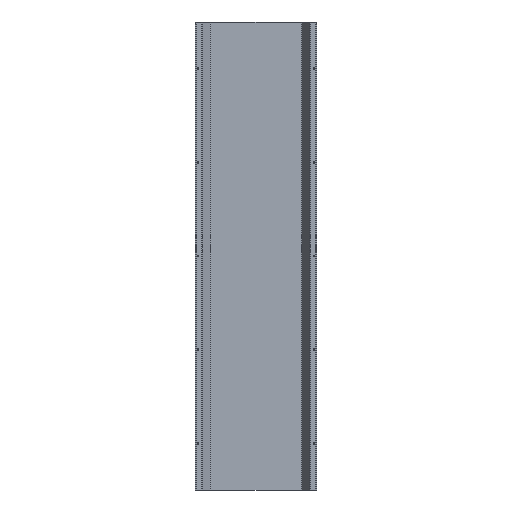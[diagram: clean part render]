
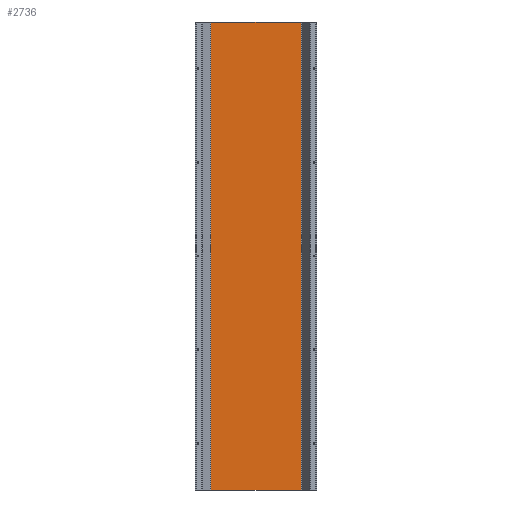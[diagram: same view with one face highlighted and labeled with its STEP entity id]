
A CAD part, front view. The second image highlights one B-rep face of the part: STEP entity #2736.
In plain terms, the highlighted planar face has unit normal (0, -1, 0).
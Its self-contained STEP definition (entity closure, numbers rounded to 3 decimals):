
#171 = CARTESIAN_POINT ( 'NONE',  ( -150.366, -1.5, -775. ) ) ;
#211 = EDGE_CURVE ( 'NONE', #1230, #1574, #606, .T. ) ;
#231 = EDGE_CURVE ( 'NONE', #1277, #2297, #2702, .T. ) ;
#443 = CARTESIAN_POINT ( 'NONE',  ( 152.099, -1.5, -775. ) ) ;
#507 = DIRECTION ( 'NONE',  ( 1., 0., 0. ) ) ;
#568 = LINE ( 'NONE', #443, #2274 ) ;
#606 = LINE ( 'NONE', #1238, #649 ) ;
#649 = VECTOR ( 'NONE', #911, 1000. ) ;
#678 = CARTESIAN_POINT ( 'NONE',  ( 152.099, -1.5, 775. ) ) ;
#735 = DIRECTION ( 'NONE',  ( 0., 0., -1. ) ) ;
#911 = DIRECTION ( 'NONE',  ( 0., 0., -1. ) ) ;
#920 = DIRECTION ( 'NONE',  ( 1., 0., 0. ) ) ;
#1216 = FACE_OUTER_BOUND ( 'NONE', #2669, .T. ) ;
#1230 = VERTEX_POINT ( 'NONE', #1829 ) ;
#1238 = CARTESIAN_POINT ( 'NONE',  ( -150.366, -1.5, 775. ) ) ;
#1277 = VERTEX_POINT ( 'NONE', #1354 ) ;
#1308 = ORIENTED_EDGE ( 'NONE', *, *, #211, .T. ) ;
#1325 = AXIS2_PLACEMENT_3D ( 'NONE', #2080, #2798, #1643 ) ;
#1354 = CARTESIAN_POINT ( 'NONE',  ( 150.366, -1.5, 775. ) ) ;
#1478 = ORIENTED_EDGE ( 'NONE', *, *, #231, .F. ) ;
#1513 = ORIENTED_EDGE ( 'NONE', *, *, #2013, .T. ) ;
#1574 = VERTEX_POINT ( 'NONE', #171 ) ;
#1595 = ORIENTED_EDGE ( 'NONE', *, *, #2860, .F. ) ;
#1643 = DIRECTION ( 'NONE',  ( -1., 0., 0. ) ) ;
#1756 = LINE ( 'NONE', #678, #2776 ) ;
#1829 = CARTESIAN_POINT ( 'NONE',  ( -150.366, -1.5, 775. ) ) ;
#1868 = PLANE ( 'NONE',  #1325 ) ;
#2009 = CARTESIAN_POINT ( 'NONE',  ( 150.366, -1.5, -775. ) ) ;
#2013 = EDGE_CURVE ( 'NONE', #1574, #2297, #568, .T. ) ;
#2080 = CARTESIAN_POINT ( 'NONE',  ( 152.099, -1.5, 775. ) ) ;
#2274 = VECTOR ( 'NONE', #507, 1000. ) ;
#2297 = VERTEX_POINT ( 'NONE', #2009 ) ;
#2669 = EDGE_LOOP ( 'NONE', ( #1513, #1478, #1595, #1308 ) ) ;
#2702 = LINE ( 'NONE', #2771, #2823 ) ;
#2736 = ADVANCED_FACE ( 'NONE', ( #1216 ), #1868, .F. ) ;
#2771 = CARTESIAN_POINT ( 'NONE',  ( 150.366, -1.5, 775. ) ) ;
#2776 = VECTOR ( 'NONE', #920, 1000. ) ;
#2798 = DIRECTION ( 'NONE',  ( 0., 1., 0. ) ) ;
#2823 = VECTOR ( 'NONE', #735, 1000. ) ;
#2860 = EDGE_CURVE ( 'NONE', #1230, #1277, #1756, .T. ) ;
